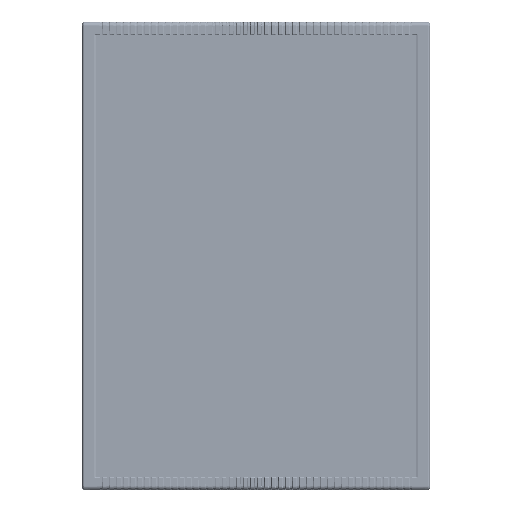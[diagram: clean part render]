
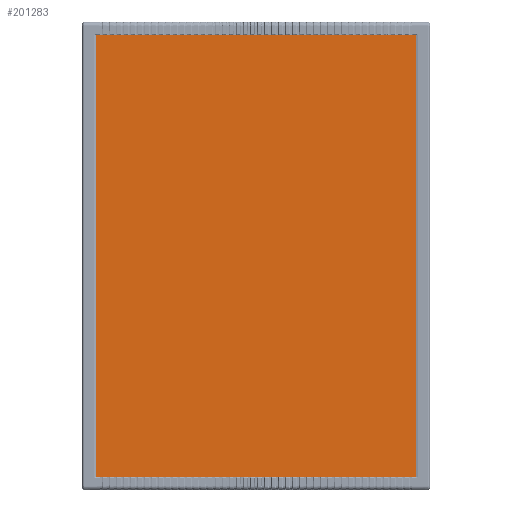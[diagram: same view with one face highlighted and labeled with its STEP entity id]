
A CAD part, front view. The second image highlights one B-rep face of the part: STEP entity #201283.
In plain terms, the highlighted planar face has unit normal (0, -1, 0).
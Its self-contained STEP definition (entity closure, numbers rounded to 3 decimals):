
#20323=LINE('',#312895,#38959);
#20326=LINE('',#312908,#38962);
#20328=LINE('',#312918,#38964);
#22107=LINE('',#319241,#40743);
#38959=VECTOR('',#253319,159.62);
#38962=VECTOR('',#253334,219.62);
#38964=VECTOR('',#253346,159.62);
#40743=VECTOR('',#258947,219.62);
#49840=PLANE('',#216207);
#57610=FACE_OUTER_BOUND('',#68913,.T.);
#68913=EDGE_LOOP('',(#162443,#162444,#162445,#162446));
#91223=VERTEX_POINT('',#312888);
#91225=VERTEX_POINT('',#312894);
#91229=VERTEX_POINT('',#312906);
#91232=VERTEX_POINT('',#312916);
#114511=EDGE_CURVE('',#91225,#91223,#20323,.T.);
#114518=EDGE_CURVE('',#91229,#91225,#20326,.T.);
#114523=EDGE_CURVE('',#91232,#91229,#20328,.T.);
#117286=EDGE_CURVE('',#91223,#91232,#22107,.T.);
#162443=ORIENTED_EDGE('',*,*,#114523,.F.);
#162444=ORIENTED_EDGE('',*,*,#117286,.F.);
#162445=ORIENTED_EDGE('',*,*,#114511,.F.);
#162446=ORIENTED_EDGE('',*,*,#114518,.F.);
#201283=ADVANCED_FACE('',(#57610),#49840,.T.);
#216207=AXIS2_PLACEMENT_3D('',#319240,#258945,#258946);
#253319=DIRECTION('',(-1.,0.,0.));
#253334=DIRECTION('',(0.,0.,-1.));
#253346=DIRECTION('',(1.,0.,0.));
#258945=DIRECTION('center_axis',(0.,-1.,0.));
#258946=DIRECTION('ref_axis',(0.,0.,1.));
#258947=DIRECTION('',(0.,0.,1.));
#312888=CARTESIAN_POINT('',(-79.81,1.5,-109.81));
#312894=CARTESIAN_POINT('',(79.81,1.5,-109.81));
#312895=CARTESIAN_POINT('',(79.81,1.5,-109.81));
#312906=CARTESIAN_POINT('',(79.81,1.5,109.81));
#312908=CARTESIAN_POINT('',(79.81,1.5,109.81));
#312916=CARTESIAN_POINT('',(-79.81,1.5,109.81));
#312918=CARTESIAN_POINT('',(-79.81,1.5,109.81));
#319240=CARTESIAN_POINT('Origin',(0.,1.5,0.));
#319241=CARTESIAN_POINT('',(-79.81,1.5,-109.81));
